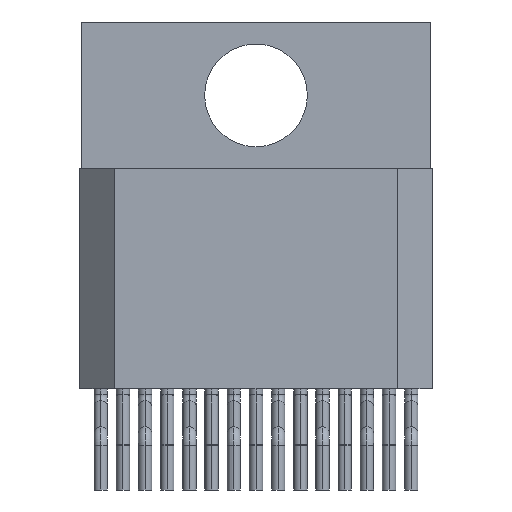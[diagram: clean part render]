
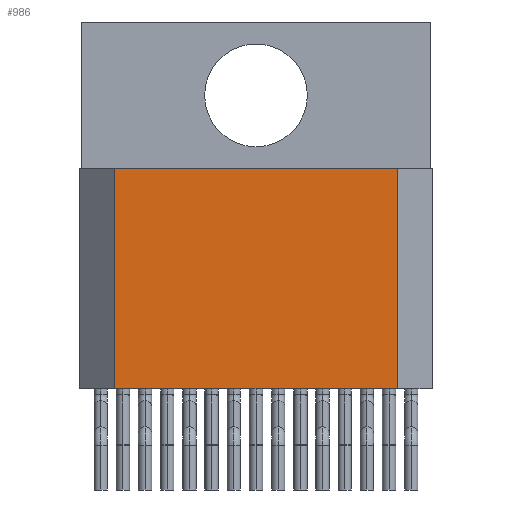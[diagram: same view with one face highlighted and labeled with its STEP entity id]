
A CAD part, front view. The second image highlights one B-rep face of the part: STEP entity #986.
In plain terms, the highlighted planar face has unit normal (0, -1, 0).
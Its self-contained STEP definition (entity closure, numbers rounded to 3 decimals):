
#928=CARTESIAN_POINT('',(16.988,4.666,0.0));
#927=VERTEX_POINT('',#928);
#938=CARTESIAN_POINT('',(0.792,4.666,0.0));
#937=VERTEX_POINT('',#938);
#936=EDGE_CURVE('',#937,#927,#941,.T.);
#941=LINE('',#938,#943);
#943=VECTOR('',#944,16.195);
#944=DIRECTION('',(1.0,0.0,0.0));
#986=ADVANCED_FACE('',(#992),#987,.T.);
#987=PLANE('',#988);
#988=AXIS2_PLACEMENT_3D('',#989,#990,#991);
#989=CARTESIAN_POINT('',(0.792,4.666,0.0));
#990=DIRECTION('',(0.0,-1.0,0.0));
#991=DIRECTION('',(0.,0.,1.));
#992=FACE_OUTER_BOUND('',#993,.T.);
#993=EDGE_LOOP('',(#994,#1004,#1014,#1024));
#994=ORIENTED_EDGE('',*,*,#936,.T.);
#1007=CARTESIAN_POINT('',(16.988,4.666,12.603));
#1006=VERTEX_POINT('',#1007);
#1005=EDGE_CURVE('',#1006,#927,#1010,.T.);
#1010=LINE('',#1007,#1012);
#1012=VECTOR('',#1013,12.603);
#1013=DIRECTION('',(0.0,0.0,-1.0));
#1004=ORIENTED_EDGE('',*,*,#1005,.F.);
#1017=CARTESIAN_POINT('',(0.792,4.666,12.603));
#1016=VERTEX_POINT('',#1017);
#1015=EDGE_CURVE('',#1016,#1006,#1020,.T.);
#1020=LINE('',#1017,#1022);
#1022=VECTOR('',#1023,16.195);
#1023=DIRECTION('',(1.0,0.0,0.0));
#1014=ORIENTED_EDGE('',*,*,#1015,.F.);
#1025=EDGE_CURVE('',#937,#1016,#1030,.T.);
#1030=LINE('',#938,#1032);
#1032=VECTOR('',#1033,12.603);
#1033=DIRECTION('',(0.0,0.0,1.0));
#1024=ORIENTED_EDGE('',*,*,#1025,.F.);
